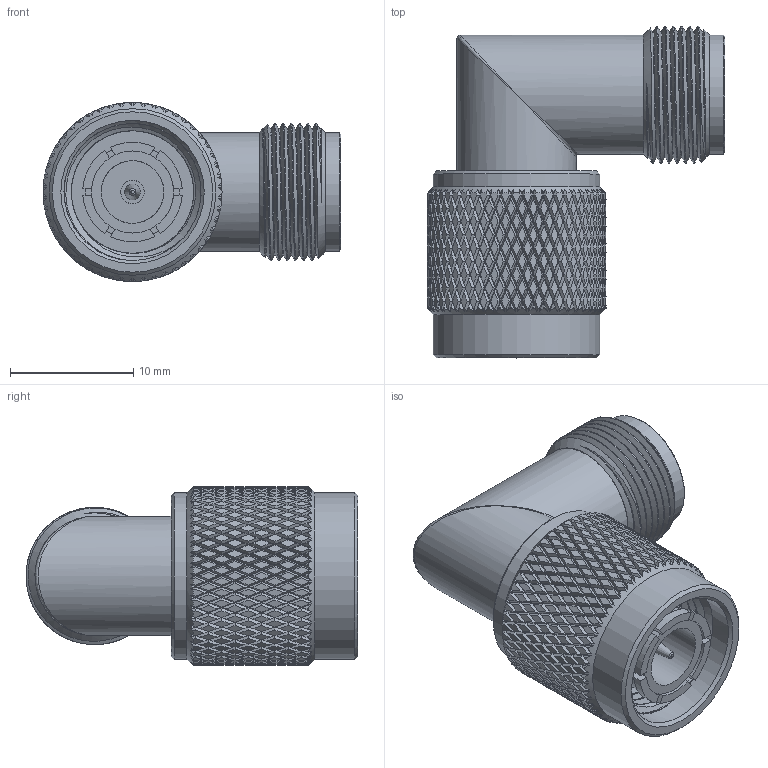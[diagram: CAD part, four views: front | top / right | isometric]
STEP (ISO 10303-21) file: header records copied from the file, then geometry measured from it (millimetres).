
FILE_DESCRIPTION (( 'STEP AP203' ), '1' );
FILE_NAME ('SM5745_3D.step', '2021-02-02T17:53:02', ( '' ), ( '' ), 'SwSTEP 2.0', 'SolidWorks 2018', '' );
FILE_SCHEMA (( 'CONFIG_CONTROL_DESIGN' ));
Length unit declared in the file: inch
Products named in the file (1): SM5745_3D
Bounding box: 24.14 x 26.9 x 14.5 mm (x, y, z)
Volume: 3273.5 mm3; surface area: 3055.3 mm2
Topology: 1 solids, 1 shells, 2635 faces, 5596 edges, 2970 vertices
Faces by surface type: bspline 2009, cylinder 541, plane 62, cone 23
Full cylindrical faces by diameter (mm): 1.27 x1, 1.854 x1, 1.905 x1, 4.572 x1, 5.08 x1, 7.569 x1, 9.652 x3, 11.112 x6, 13.513 x2
Entity records: 102331 total; most frequent: CARTESIAN_POINT 68750, ORIENTED_EDGE 11076, EDGE_CURVE 5538, VERTEX_POINT 2947, EDGE_LOOP 2665, FACE_OUTER_BOUND 2642, ADVANCED_FACE 2629, B_SPLINE_CURVE_WITH_KNOTS 2284
